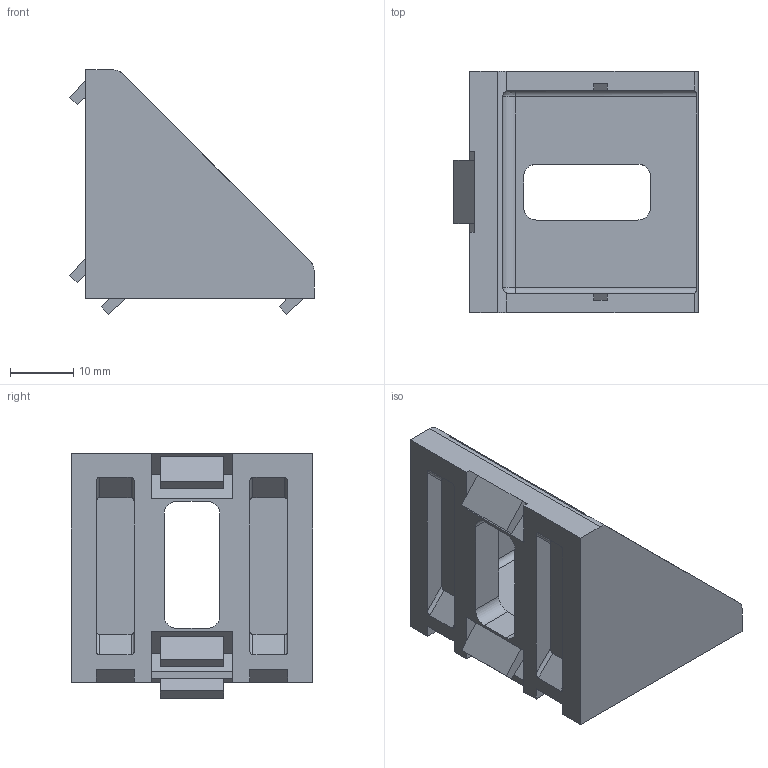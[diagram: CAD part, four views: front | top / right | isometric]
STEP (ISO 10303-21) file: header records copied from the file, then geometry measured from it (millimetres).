
FILE_DESCRIPTION(/* description */ ('Kątownik usztywniający 38x36 N10'),/* implementation_level */ '2;1');
FILE_NAME(/* name */ '303837.stp',/* time_stamp */ '2023-02-01T07:18:13+01:00',/* author */ ('aluteckkpl_am'),/* organization */ (''),/* preprocessor_version */ 'ST-DEVELOPER v18.1',/* originating_system */ 'Autodesk Inventor 2021',/* authorisation */ '');
FILE_SCHEMA (('CONFIG_CONTROL_DESIGN'));
Length unit declared in the file: millimetre
Products named in the file (1): 303837
Bounding box: 38.5 x 38 x 38.5 mm (x, y, z)
Volume: 11967.7 mm3; surface area: 9156 mm2
Topology: 1 solids, 1 shells, 123 faces, 335 edges, 222 vertices
Faces by surface type: plane 88, cylinder 33, bspline 2
Entity records: 3942 total; most frequent: CARTESIAN_POINT 725, ORIENTED_EDGE 670, DIRECTION 643, EDGE_CURVE 335, LINE 263, VECTOR 263, VERTEX_POINT 222, AXIS2_PLACEMENT_3D 190
